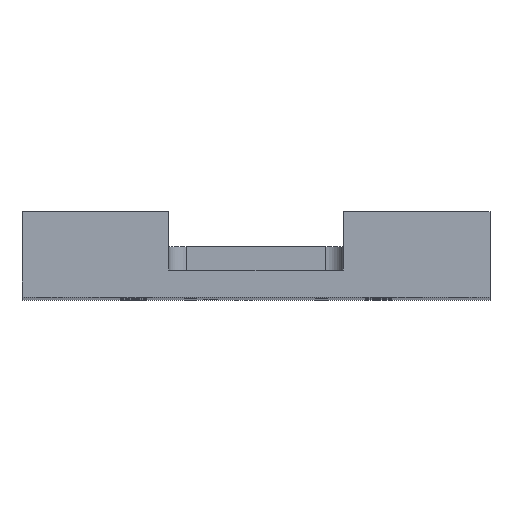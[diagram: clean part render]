
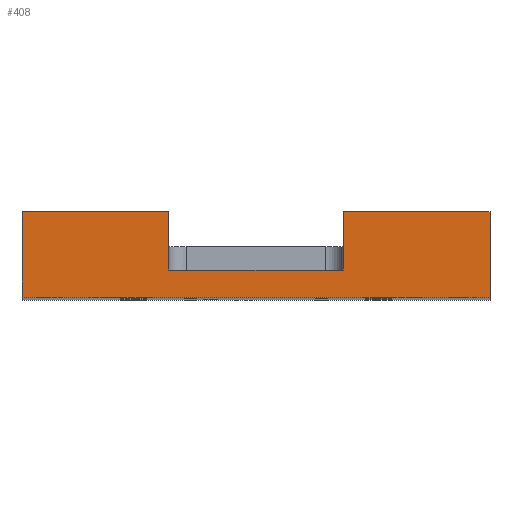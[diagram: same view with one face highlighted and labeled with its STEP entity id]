
A CAD part, top view. The second image highlights one B-rep face of the part: STEP entity #408.
In plain terms, the highlighted planar face has unit normal (0, 0, 1).
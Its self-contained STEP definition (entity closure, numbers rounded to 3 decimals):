
#22 = VERTEX_POINT('',#23);
#23 = CARTESIAN_POINT('',(-30.5,-175.5,155.));
#32 = PLANE('',#33);
#33 = AXIS2_PLACEMENT_3D('',#34,#35,#36);
#34 = CARTESIAN_POINT('',(-30.5,-175.5,155.));
#35 = DIRECTION('',(0.,-1.,0.));
#36 = DIRECTION('',(1.,0.,0.));
#44 = PLANE('',#45);
#45 = AXIS2_PLACEMENT_3D('',#46,#47,#48);
#46 = CARTESIAN_POINT('',(-30.5,-162.095,-181.845));
#47 = DIRECTION('',(1.,0.,0.));
#48 = DIRECTION('',(0.,-1.,0.));
#147 = VERTEX_POINT('',#148);
#148 = CARTESIAN_POINT('',(30.5,-175.5,155.));
#162 = PLANE('',#163);
#163 = AXIS2_PLACEMENT_3D('',#164,#165,#166);
#164 = CARTESIAN_POINT('',(30.5,-162.095,-181.845));
#165 = DIRECTION('',(-1.,0.,0.));
#166 = DIRECTION('',(0.,1.,0.));
#174 = EDGE_CURVE('',#22,#147,#175,.T.);
#175 = SURFACE_CURVE('',#176,(#180,#187),.PCURVE_S1.);
#176 = LINE('',#177,#178);
#177 = CARTESIAN_POINT('',(-30.5,-175.5,155.));
#178 = VECTOR('',#179,1.);
#179 = DIRECTION('',(1.,0.,0.));
#180 = PCURVE('',#32,#181);
#181 = DEFINITIONAL_REPRESENTATION('',(#182),#186);
#182 = LINE('',#183,#184);
#183 = CARTESIAN_POINT('',(0.,0.));
#184 = VECTOR('',#185,1.);
#185 = DIRECTION('',(1.,0.));
#186 = ( GEOMETRIC_REPRESENTATION_CONTEXT(2) 
PARAMETRIC_REPRESENTATION_CONTEXT() REPRESENTATION_CONTEXT('2D SPACE',''
  ) );
#187 = PCURVE('',#188,#193);
#188 = PLANE('',#189);
#189 = AXIS2_PLACEMENT_3D('',#190,#191,#192);
#190 = CARTESIAN_POINT('',(-82.,-155.,155.));
#191 = DIRECTION('',(0.,0.,1.));
#192 = DIRECTION('',(1.,0.,0.));
#193 = DEFINITIONAL_REPRESENTATION('',(#194),#198);
#194 = LINE('',#195,#196);
#195 = CARTESIAN_POINT('',(51.5,-20.5));
#196 = VECTOR('',#197,1.);
#197 = DIRECTION('',(1.,0.));
#198 = ( GEOMETRIC_REPRESENTATION_CONTEXT(2) 
PARAMETRIC_REPRESENTATION_CONTEXT() REPRESENTATION_CONTEXT('2D SPACE',''
  ) );
#307 = VERTEX_POINT('',#308);
#308 = CARTESIAN_POINT('',(-30.5,-155.,155.));
#322 = PLANE('',#323);
#323 = AXIS2_PLACEMENT_3D('',#324,#325,#326);
#324 = CARTESIAN_POINT('',(0.,-155.,-185.));
#325 = DIRECTION('',(0.,1.,0.));
#326 = DIRECTION('',(0.,0.,1.));
#334 = EDGE_CURVE('',#307,#22,#335,.T.);
#335 = SURFACE_CURVE('',#336,(#340,#347),.PCURVE_S1.);
#336 = LINE('',#337,#338);
#337 = CARTESIAN_POINT('',(-30.5,-114.5,155.));
#338 = VECTOR('',#339,1.);
#339 = DIRECTION('',(0.,-1.,0.));
#340 = PCURVE('',#44,#341);
#341 = DEFINITIONAL_REPRESENTATION('',(#342),#346);
#342 = LINE('',#343,#344);
#343 = CARTESIAN_POINT('',(-47.595,-336.845));
#344 = VECTOR('',#345,1.);
#345 = DIRECTION('',(1.,0.));
#346 = ( GEOMETRIC_REPRESENTATION_CONTEXT(2) 
PARAMETRIC_REPRESENTATION_CONTEXT() REPRESENTATION_CONTEXT('2D SPACE',''
  ) );
#347 = PCURVE('',#188,#348);
#348 = DEFINITIONAL_REPRESENTATION('',(#349),#353);
#349 = LINE('',#350,#351);
#350 = CARTESIAN_POINT('',(51.5,40.5));
#351 = VECTOR('',#352,1.);
#352 = DIRECTION('',(0.,-1.));
#353 = ( GEOMETRIC_REPRESENTATION_CONTEXT(2) 
PARAMETRIC_REPRESENTATION_CONTEXT() REPRESENTATION_CONTEXT('2D SPACE',''
  ) );
#408 = ADVANCED_FACE('',(#409),#188,.T.);
#409 = FACE_BOUND('',#410,.T.);
#410 = EDGE_LOOP('',(#411,#434,#462,#490,#518,#546,#567,#568));
#411 = ORIENTED_EDGE('',*,*,#412,.F.);
#412 = EDGE_CURVE('',#413,#307,#415,.T.);
#413 = VERTEX_POINT('',#414);
#414 = CARTESIAN_POINT('',(-82.,-155.,155.));
#415 = SURFACE_CURVE('',#416,(#420,#427),.PCURVE_S1.);
#416 = LINE('',#417,#418);
#417 = CARTESIAN_POINT('',(-82.,-155.,155.));
#418 = VECTOR('',#419,1.);
#419 = DIRECTION('',(1.,0.,0.));
#420 = PCURVE('',#188,#421);
#421 = DEFINITIONAL_REPRESENTATION('',(#422),#426);
#422 = LINE('',#423,#424);
#423 = CARTESIAN_POINT('',(0.,0.));
#424 = VECTOR('',#425,1.);
#425 = DIRECTION('',(1.,0.));
#426 = ( GEOMETRIC_REPRESENTATION_CONTEXT(2) 
PARAMETRIC_REPRESENTATION_CONTEXT() REPRESENTATION_CONTEXT('2D SPACE',''
  ) );
#427 = PCURVE('',#322,#428);
#428 = DEFINITIONAL_REPRESENTATION('',(#429),#433);
#429 = LINE('',#430,#431);
#430 = CARTESIAN_POINT('',(340.,-82.));
#431 = VECTOR('',#432,1.);
#432 = DIRECTION('',(0.,1.));
#433 = ( GEOMETRIC_REPRESENTATION_CONTEXT(2) 
PARAMETRIC_REPRESENTATION_CONTEXT() REPRESENTATION_CONTEXT('2D SPACE',''
  ) );
#434 = ORIENTED_EDGE('',*,*,#435,.T.);
#435 = EDGE_CURVE('',#413,#436,#438,.T.);
#436 = VERTEX_POINT('',#437);
#437 = CARTESIAN_POINT('',(-82.,-185.,155.));
#438 = SURFACE_CURVE('',#439,(#443,#450),.PCURVE_S1.);
#439 = LINE('',#440,#441);
#440 = CARTESIAN_POINT('',(-82.,-155.,155.));
#441 = VECTOR('',#442,1.);
#442 = DIRECTION('',(0.,-1.,0.));
#443 = PCURVE('',#188,#444);
#444 = DEFINITIONAL_REPRESENTATION('',(#445),#449);
#445 = LINE('',#446,#447);
#446 = CARTESIAN_POINT('',(0.,0.));
#447 = VECTOR('',#448,1.);
#448 = DIRECTION('',(0.,-1.));
#449 = ( GEOMETRIC_REPRESENTATION_CONTEXT(2) 
PARAMETRIC_REPRESENTATION_CONTEXT() REPRESENTATION_CONTEXT('2D SPACE',''
  ) );
#450 = PCURVE('',#451,#456);
#451 = PLANE('',#452);
#452 = AXIS2_PLACEMENT_3D('',#453,#454,#455);
#453 = CARTESIAN_POINT('',(-82.,-155.,-525.));
#454 = DIRECTION('',(-1.,0.,0.));
#455 = DIRECTION('',(0.,0.,1.));
#456 = DEFINITIONAL_REPRESENTATION('',(#457),#461);
#457 = LINE('',#458,#459);
#458 = CARTESIAN_POINT('',(680.,0.));
#459 = VECTOR('',#460,1.);
#460 = DIRECTION('',(0.,-1.));
#461 = ( GEOMETRIC_REPRESENTATION_CONTEXT(2) 
PARAMETRIC_REPRESENTATION_CONTEXT() REPRESENTATION_CONTEXT('2D SPACE',''
  ) );
#462 = ORIENTED_EDGE('',*,*,#463,.T.);
#463 = EDGE_CURVE('',#436,#464,#466,.T.);
#464 = VERTEX_POINT('',#465);
#465 = CARTESIAN_POINT('',(82.,-185.,155.));
#466 = SURFACE_CURVE('',#467,(#471,#478),.PCURVE_S1.);
#467 = LINE('',#468,#469);
#468 = CARTESIAN_POINT('',(-82.,-185.,155.));
#469 = VECTOR('',#470,1.);
#470 = DIRECTION('',(1.,0.,0.));
#471 = PCURVE('',#188,#472);
#472 = DEFINITIONAL_REPRESENTATION('',(#473),#477);
#473 = LINE('',#474,#475);
#474 = CARTESIAN_POINT('',(0.,-30.));
#475 = VECTOR('',#476,1.);
#476 = DIRECTION('',(1.,0.));
#477 = ( GEOMETRIC_REPRESENTATION_CONTEXT(2) 
PARAMETRIC_REPRESENTATION_CONTEXT() REPRESENTATION_CONTEXT('2D SPACE',''
  ) );
#478 = PCURVE('',#479,#484);
#479 = PLANE('',#480);
#480 = AXIS2_PLACEMENT_3D('',#481,#482,#483);
#481 = CARTESIAN_POINT('',(0.,-185.,-185.));
#482 = DIRECTION('',(0.,1.,0.));
#483 = DIRECTION('',(0.,0.,1.));
#484 = DEFINITIONAL_REPRESENTATION('',(#485),#489);
#485 = LINE('',#486,#487);
#486 = CARTESIAN_POINT('',(340.,-82.));
#487 = VECTOR('',#488,1.);
#488 = DIRECTION('',(0.,1.));
#489 = ( GEOMETRIC_REPRESENTATION_CONTEXT(2) 
PARAMETRIC_REPRESENTATION_CONTEXT() REPRESENTATION_CONTEXT('2D SPACE',''
  ) );
#490 = ORIENTED_EDGE('',*,*,#491,.F.);
#491 = EDGE_CURVE('',#492,#464,#494,.T.);
#492 = VERTEX_POINT('',#493);
#493 = CARTESIAN_POINT('',(82.,-155.,155.));
#494 = SURFACE_CURVE('',#495,(#499,#506),.PCURVE_S1.);
#495 = LINE('',#496,#497);
#496 = CARTESIAN_POINT('',(82.,-155.,155.));
#497 = VECTOR('',#498,1.);
#498 = DIRECTION('',(0.,-1.,0.));
#499 = PCURVE('',#188,#500);
#500 = DEFINITIONAL_REPRESENTATION('',(#501),#505);
#501 = LINE('',#502,#503);
#502 = CARTESIAN_POINT('',(164.,0.));
#503 = VECTOR('',#504,1.);
#504 = DIRECTION('',(0.,-1.));
#505 = ( GEOMETRIC_REPRESENTATION_CONTEXT(2) 
PARAMETRIC_REPRESENTATION_CONTEXT() REPRESENTATION_CONTEXT('2D SPACE',''
  ) );
#506 = PCURVE('',#507,#512);
#507 = PLANE('',#508);
#508 = AXIS2_PLACEMENT_3D('',#509,#510,#511);
#509 = CARTESIAN_POINT('',(82.,-155.,155.));
#510 = DIRECTION('',(1.,0.,0.));
#511 = DIRECTION('',(0.,0.,-1.));
#512 = DEFINITIONAL_REPRESENTATION('',(#513),#517);
#513 = LINE('',#514,#515);
#514 = CARTESIAN_POINT('',(0.,0.));
#515 = VECTOR('',#516,1.);
#516 = DIRECTION('',(0.,-1.));
#517 = ( GEOMETRIC_REPRESENTATION_CONTEXT(2) 
PARAMETRIC_REPRESENTATION_CONTEXT() REPRESENTATION_CONTEXT('2D SPACE',''
  ) );
#518 = ORIENTED_EDGE('',*,*,#519,.F.);
#519 = EDGE_CURVE('',#520,#492,#522,.T.);
#520 = VERTEX_POINT('',#521);
#521 = CARTESIAN_POINT('',(30.5,-155.,155.));
#522 = SURFACE_CURVE('',#523,(#527,#534),.PCURVE_S1.);
#523 = LINE('',#524,#525);
#524 = CARTESIAN_POINT('',(-82.,-155.,155.));
#525 = VECTOR('',#526,1.);
#526 = DIRECTION('',(1.,0.,0.));
#527 = PCURVE('',#188,#528);
#528 = DEFINITIONAL_REPRESENTATION('',(#529),#533);
#529 = LINE('',#530,#531);
#530 = CARTESIAN_POINT('',(0.,0.));
#531 = VECTOR('',#532,1.);
#532 = DIRECTION('',(1.,0.));
#533 = ( GEOMETRIC_REPRESENTATION_CONTEXT(2) 
PARAMETRIC_REPRESENTATION_CONTEXT() REPRESENTATION_CONTEXT('2D SPACE',''
  ) );
#534 = PCURVE('',#535,#540);
#535 = PLANE('',#536);
#536 = AXIS2_PLACEMENT_3D('',#537,#538,#539);
#537 = CARTESIAN_POINT('',(0.,-155.,-185.));
#538 = DIRECTION('',(0.,1.,0.));
#539 = DIRECTION('',(0.,0.,1.));
#540 = DEFINITIONAL_REPRESENTATION('',(#541),#545);
#541 = LINE('',#542,#543);
#542 = CARTESIAN_POINT('',(340.,-82.));
#543 = VECTOR('',#544,1.);
#544 = DIRECTION('',(0.,1.));
#545 = ( GEOMETRIC_REPRESENTATION_CONTEXT(2) 
PARAMETRIC_REPRESENTATION_CONTEXT() REPRESENTATION_CONTEXT('2D SPACE',''
  ) );
#546 = ORIENTED_EDGE('',*,*,#547,.F.);
#547 = EDGE_CURVE('',#147,#520,#548,.T.);
#548 = SURFACE_CURVE('',#549,(#553,#560),.PCURVE_S1.);
#549 = LINE('',#550,#551);
#550 = CARTESIAN_POINT('',(30.5,-175.5,155.));
#551 = VECTOR('',#552,1.);
#552 = DIRECTION('',(0.,1.,0.));
#553 = PCURVE('',#188,#554);
#554 = DEFINITIONAL_REPRESENTATION('',(#555),#559);
#555 = LINE('',#556,#557);
#556 = CARTESIAN_POINT('',(112.5,-20.5));
#557 = VECTOR('',#558,1.);
#558 = DIRECTION('',(0.,1.));
#559 = ( GEOMETRIC_REPRESENTATION_CONTEXT(2) 
PARAMETRIC_REPRESENTATION_CONTEXT() REPRESENTATION_CONTEXT('2D SPACE',''
  ) );
#560 = PCURVE('',#162,#561);
#561 = DEFINITIONAL_REPRESENTATION('',(#562),#566);
#562 = LINE('',#563,#564);
#563 = CARTESIAN_POINT('',(-13.405,-336.845));
#564 = VECTOR('',#565,1.);
#565 = DIRECTION('',(1.,0.));
#566 = ( GEOMETRIC_REPRESENTATION_CONTEXT(2) 
PARAMETRIC_REPRESENTATION_CONTEXT() REPRESENTATION_CONTEXT('2D SPACE',''
  ) );
#567 = ORIENTED_EDGE('',*,*,#174,.F.);
#568 = ORIENTED_EDGE('',*,*,#334,.F.);
